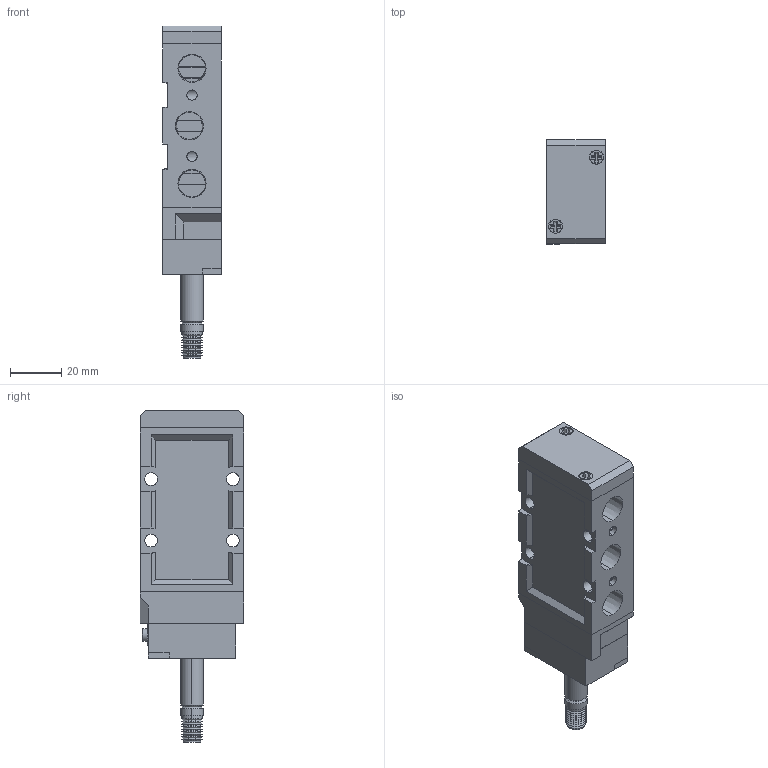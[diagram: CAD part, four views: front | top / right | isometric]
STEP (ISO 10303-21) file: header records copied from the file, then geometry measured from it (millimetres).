
FILE_DESCRIPTION (( 'STEP AP203' ), '1' );
FILE_NAME ('SN3101-IP.STEP', '2016-01-05T07:51:42', ( 'yrd8' ), ( '' ), 'SwSTEP 2.0', 'SolidWorks 2008', '' );
FILE_SCHEMA (( 'CONFIG_CONTROL_DESIGN' ));
Length unit declared in the file: millimetre
Products named in the file (5): SN3101-IP; SN3000 Body; SN3000 BodyCover_ル遽; SN3000 PPS Semi_ル遽; SF4000 Pilot_ル遽
Assembly tree (4 placements, depth 2):
  SN3101-IP
    SN3000 Body
    SN3000 BodyCover_ル遽
    SF4000 Pilot_ル遽
    SN3000 PPS Semi_ル遽
Bounding box: 23 x 40.5 x 129.7 mm (x, y, z)
Volume: 76068.9 mm3; surface area: 25035.5 mm2
Topology: 4 solids, 4 shells, 325 faces, 798 edges, 514 vertices
Faces by surface type: plane 205, cylinder 72, cone 48
Entity records: 10153 total; most frequent: CARTESIAN_POINT 1808, DIRECTION 1632, ORIENTED_EDGE 1596, EDGE_CURVE 798, VECTOR 580, LINE 580, AXIS2_PLACEMENT_3D 526, VERTEX_POINT 514
